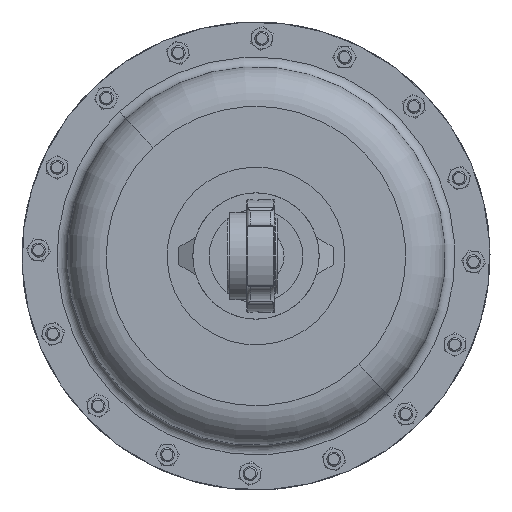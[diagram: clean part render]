
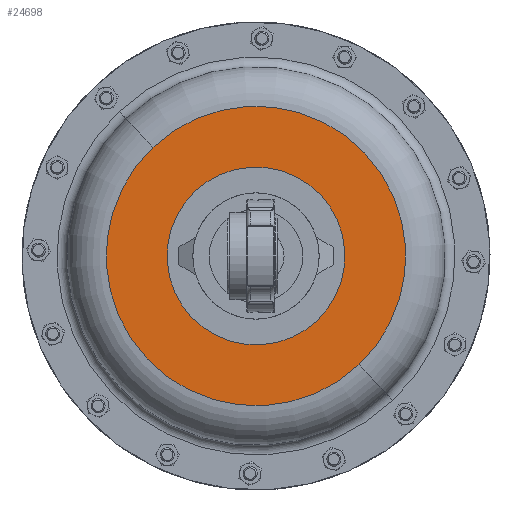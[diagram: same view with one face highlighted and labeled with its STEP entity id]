
A CAD part, front view. The second image highlights one B-rep face of the part: STEP entity #24698.
In plain terms, the highlighted planar face has unit normal (0, -1, 0).
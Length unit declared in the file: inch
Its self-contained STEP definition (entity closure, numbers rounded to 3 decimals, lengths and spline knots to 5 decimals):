
#195 = CARTESIAN_POINT ( 'NONE',  ( 0., 7.4225, 0. ) ) ;
#618 = CARTESIAN_POINT ( 'NONE',  ( 1.63361, 7.4225, -1.72393 ) ) ;
#2561 = ORIENTED_EDGE ( 'NONE', *, *, #4963, .T. ) ;
#3103 = VERTEX_POINT ( 'NONE', #618 ) ;
#3628 = VERTEX_POINT ( 'NONE', #7907 ) ;
#4480 = CARTESIAN_POINT ( 'NONE',  ( 0., 7.4225, 0. ) ) ;
#4963 = EDGE_CURVE ( 'NONE', #26154, #3103, #13546, .T. ) ;
#5011 = EDGE_LOOP ( 'NONE', ( #28672, #2561 ) ) ;
#5910 = DIRECTION ( 'NONE',  ( -0.688, 0., 0.726 ) ) ;
#6914 = AXIS2_PLACEMENT_3D ( 'NONE', #28049, #14045, #21345 ) ;
#7123 = CARTESIAN_POINT ( 'NONE',  ( 0., 7.4225, 0. ) ) ;
#7222 = DIRECTION ( 'NONE',  ( 0., 1., 0. ) ) ;
#7247 = FACE_BOUND ( 'NONE', #5011, .T. ) ;
#7907 = CARTESIAN_POINT ( 'NONE',  ( 2.75135, 7.4225, -2.90346 ) ) ;
#8538 = VERTEX_POINT ( 'NONE', #8880 ) ;
#8710 = AXIS2_PLACEMENT_3D ( 'NONE', #4480, #25610, #23236 ) ;
#8880 = CARTESIAN_POINT ( 'NONE',  ( -2.75135, 7.4225, 2.90346 ) ) ;
#9384 = DIRECTION ( 'NONE',  ( 0.688, 0., -0.726 ) ) ;
#10955 = EDGE_CURVE ( 'NONE', #3628, #8538, #11476, .T. ) ;
#11373 = CARTESIAN_POINT ( 'NONE',  ( -1.63361, 7.4225, 1.72393 ) ) ;
#11476 = CIRCLE ( 'NONE', #6914, 4. ) ;
#12301 = CIRCLE ( 'NONE', #29222, 4. ) ;
#12617 = PLANE ( 'NONE',  #29538 ) ;
#13016 = DIRECTION ( 'NONE',  ( 0., -1., 0. ) ) ;
#13546 = CIRCLE ( 'NONE', #8710, 2.375 ) ;
#14045 = DIRECTION ( 'NONE',  ( 0., 1., 0. ) ) ;
#15468 = ORIENTED_EDGE ( 'NONE', *, *, #10955, .F. ) ;
#15600 = ORIENTED_EDGE ( 'NONE', *, *, #17631, .F. ) ;
#17631 = EDGE_CURVE ( 'NONE', #8538, #3628, #12301, .T. ) ;
#21345 = DIRECTION ( 'NONE',  ( 0.688, 0., -0.726 ) ) ;
#21628 = EDGE_LOOP ( 'NONE', ( #15468, #15600 ) ) ;
#22244 = AXIS2_PLACEMENT_3D ( 'NONE', #7123, #7222, #23483 ) ;
#22255 = CIRCLE ( 'NONE', #22244, 2.375 ) ;
#23236 = DIRECTION ( 'NONE',  ( -0.688, 0., 0.726 ) ) ;
#23483 = DIRECTION ( 'NONE',  ( -0.688, 0., 0.726 ) ) ;
#24698 = ADVANCED_FACE ( 'NONE', ( #30076, #7247 ), #12617, .T. ) ;
#25610 = DIRECTION ( 'NONE',  ( 0., 1., 0. ) ) ;
#25965 = DIRECTION ( 'NONE',  ( 0., 1., 0. ) ) ;
#26154 = VERTEX_POINT ( 'NONE', #11373 ) ;
#26641 = EDGE_CURVE ( 'NONE', #3103, #26154, #22255, .T. ) ;
#28049 = CARTESIAN_POINT ( 'NONE',  ( 0., 7.4225, 0. ) ) ;
#28672 = ORIENTED_EDGE ( 'NONE', *, *, #26641, .T. ) ;
#28873 = CARTESIAN_POINT ( 'NONE',  ( -2.90346, 7.4225, -2.75135 ) ) ;
#29222 = AXIS2_PLACEMENT_3D ( 'NONE', #195, #25965, #9384 ) ;
#29538 = AXIS2_PLACEMENT_3D ( 'NONE', #28873, #13016, #5910 ) ;
#30076 = FACE_OUTER_BOUND ( 'NONE', #21628, .T. ) ;
